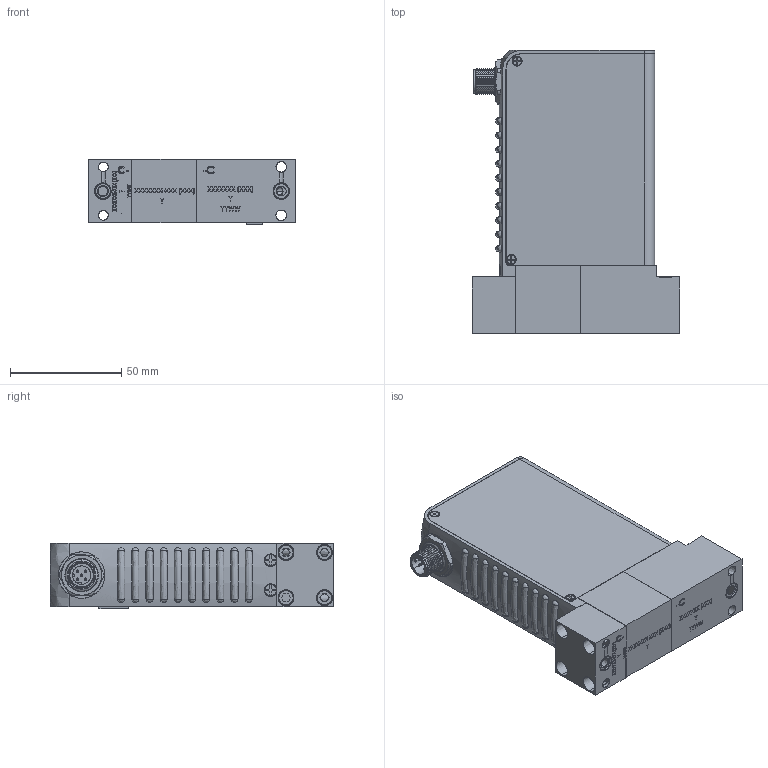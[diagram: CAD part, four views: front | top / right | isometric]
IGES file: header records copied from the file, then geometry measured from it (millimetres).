
Start section: SolidWorks IGES file using analytic representation for surfaces
Global section: file name: GF100-120-125-DX-DX.IGS; native system: SolidWorks 2017; preprocessor: SolidWorks 2017; author: CFehr; date: 170818.154348; units: inch
Bounding box: 92.96 x 127 x 29.25 mm (x, y, z)
Surface area: 54526.5 mm2 (no closed solid volume)
Topology: 0 solids, 0 shells, 609 faces, 11777 edges, 11771 vertices
Faces by surface type: bspline 381, revolution 228
